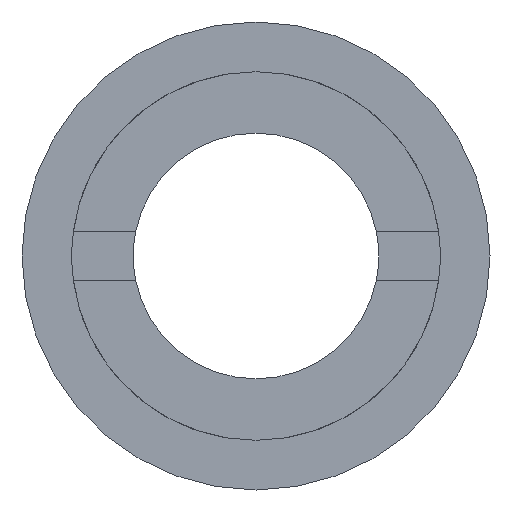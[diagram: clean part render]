
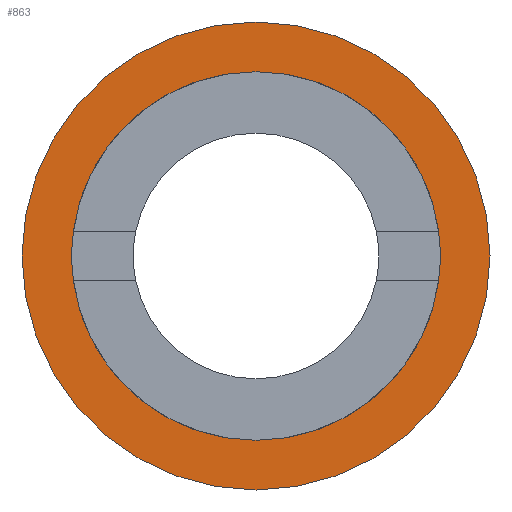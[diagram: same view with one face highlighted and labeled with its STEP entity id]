
A CAD part, front view. The second image highlights one B-rep face of the part: STEP entity #863.
In plain terms, the highlighted planar face has unit normal (0, -1, 0).
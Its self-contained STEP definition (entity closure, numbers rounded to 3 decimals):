
#8 = FACE_BOUND ( 'NONE', #318, .T. ) ;
#61 = EDGE_LOOP ( 'NONE', ( #835, #921 ) ) ;
#105 = DIRECTION ( 'NONE',  ( 0., -1., 0. ) ) ;
#115 = CIRCLE ( 'NONE', #952, 9.525 ) ;
#128 = CIRCLE ( 'NONE', #803, 7. ) ;
#176 = CARTESIAN_POINT ( 'NONE',  ( 0., 5., 0. ) ) ;
#200 = CARTESIAN_POINT ( 'NONE',  ( 0., 5., 0. ) ) ;
#216 = EDGE_CURVE ( 'NONE', #495, #422, #1038, .T. ) ;
#238 = ORIENTED_EDGE ( 'NONE', *, *, #1056, .T. ) ;
#274 = PLANE ( 'NONE',  #485 ) ;
#311 = CIRCLE ( 'NONE', #323, 7. ) ;
#318 = EDGE_LOOP ( 'NONE', ( #939, #238 ) ) ;
#323 = AXIS2_PLACEMENT_3D ( 'NONE', #597, #956, #421 ) ;
#390 = DIRECTION ( 'NONE',  ( 0., 1., 0. ) ) ;
#421 = DIRECTION ( 'NONE',  ( 0., 0., 1. ) ) ;
#422 = VERTEX_POINT ( 'NONE', #926 ) ;
#454 = CARTESIAN_POINT ( 'NONE',  ( -9.525, 5., 0. ) ) ;
#455 = CARTESIAN_POINT ( 'NONE',  ( 0., 5., 9.525 ) ) ;
#483 = CARTESIAN_POINT ( 'NONE',  ( 0., 5., 7. ) ) ;
#485 = AXIS2_PLACEMENT_3D ( 'NONE', #454, #105, #539 ) ;
#495 = VERTEX_POINT ( 'NONE', #455 ) ;
#498 = AXIS2_PLACEMENT_3D ( 'NONE', #780, #568, #673 ) ;
#539 = DIRECTION ( 'NONE',  ( 0., 0., -1. ) ) ;
#568 = DIRECTION ( 'NONE',  ( 0., 1., 0. ) ) ;
#574 = EDGE_CURVE ( 'NONE', #422, #495, #115, .T. ) ;
#597 = CARTESIAN_POINT ( 'NONE',  ( 0., 5., 0. ) ) ;
#673 = DIRECTION ( 'NONE',  ( 0., 0., 1. ) ) ;
#773 = VERTEX_POINT ( 'NONE', #483 ) ;
#780 = CARTESIAN_POINT ( 'NONE',  ( 0., 5., 0. ) ) ;
#794 = EDGE_CURVE ( 'NONE', #773, #1117, #128, .T. ) ;
#803 = AXIS2_PLACEMENT_3D ( 'NONE', #200, #915, #818 ) ;
#815 = CARTESIAN_POINT ( 'NONE',  ( 0., 5., -7. ) ) ;
#818 = DIRECTION ( 'NONE',  ( 0., 0., 1. ) ) ;
#835 = ORIENTED_EDGE ( 'NONE', *, *, #216, .F. ) ;
#863 = ADVANCED_FACE ( 'NONE', ( #8, #899 ), #274, .T. ) ;
#899 = FACE_OUTER_BOUND ( 'NONE', #61, .T. ) ;
#915 = DIRECTION ( 'NONE',  ( 0., 1., 0. ) ) ;
#921 = ORIENTED_EDGE ( 'NONE', *, *, #574, .F. ) ;
#926 = CARTESIAN_POINT ( 'NONE',  ( 0., 5., -9.525 ) ) ;
#939 = ORIENTED_EDGE ( 'NONE', *, *, #794, .T. ) ;
#952 = AXIS2_PLACEMENT_3D ( 'NONE', #176, #390, #1109 ) ;
#956 = DIRECTION ( 'NONE',  ( 0., 1., 0. ) ) ;
#1038 = CIRCLE ( 'NONE', #498, 9.525 ) ;
#1056 = EDGE_CURVE ( 'NONE', #1117, #773, #311, .T. ) ;
#1109 = DIRECTION ( 'NONE',  ( 0., 0., 1. ) ) ;
#1117 = VERTEX_POINT ( 'NONE', #815 ) ;
